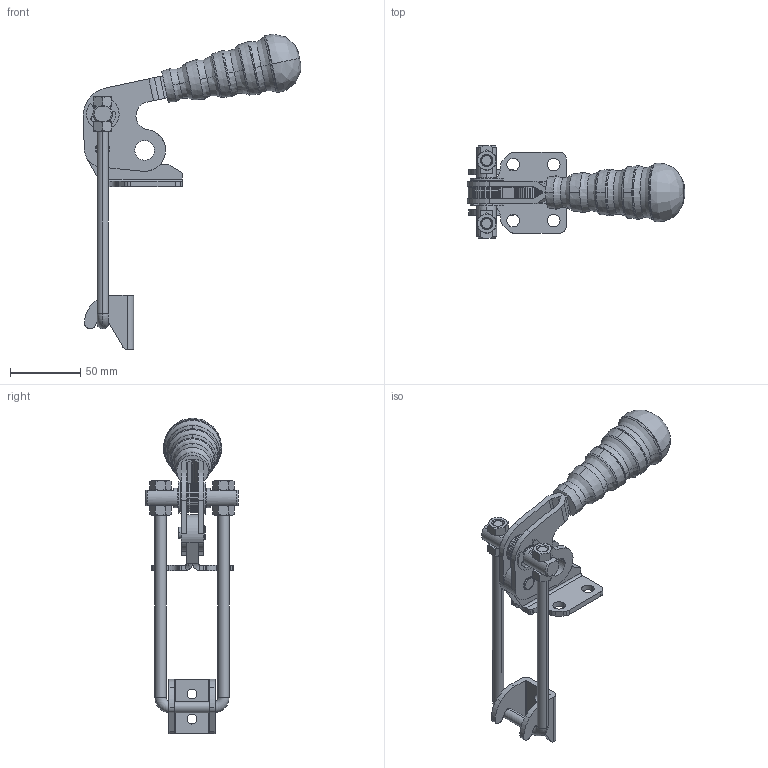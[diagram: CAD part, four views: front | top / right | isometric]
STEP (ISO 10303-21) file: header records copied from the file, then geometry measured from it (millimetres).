
FILE_DESCRIPTION((''),'2;1');
FILE_NAME('413.0.stp','2005-09-01T11:51:37',('CAD'),(''),'Autodesk Inventor 8','Autodesk Inventor 8','');
FILE_SCHEMA(('AUTOMOTIVE_DESIGN { 1 0 10303 214 1 1 1 1 }'));
Length unit declared in the file: millimetre
Products named in the file (1): Part45
Bounding box: 155.4 x 66 x 225.47 mm (x, y, z)
Volume: 161895.8 mm3; surface area: 57230.5 mm2
Topology: 1 solids, 2 shells, 800 faces, 2244 edges, 1395 vertices
Faces by surface type: plane 347, cylinder 179, cone 172, bspline 82, torus 20
Entity records: 27066 total; most frequent: CARTESIAN_POINT 6644, ORIENTED_EDGE 4480, DIRECTION 4297, EDGE_CURVE 2240, AXIS2_PLACEMENT_3D 1600, VERTEX_POINT 1395, VECTOR 1097, LINE 1097
